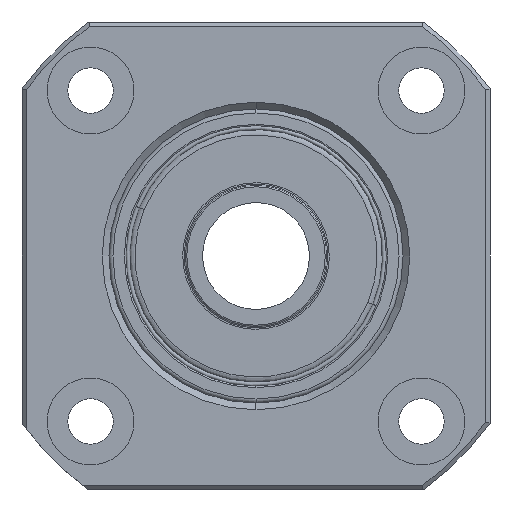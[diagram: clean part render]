
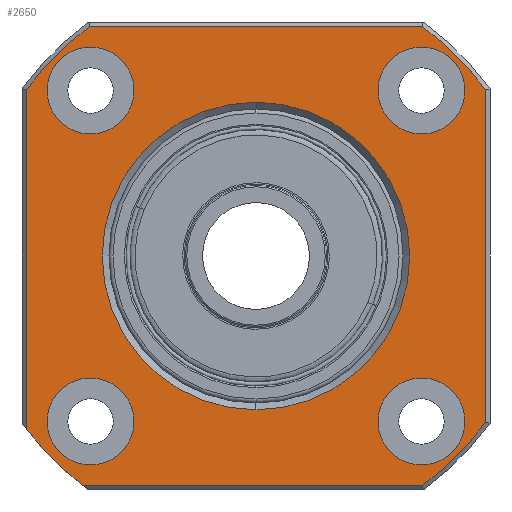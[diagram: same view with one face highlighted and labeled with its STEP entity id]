
A CAD part, left-side view. The second image highlights one B-rep face of the part: STEP entity #2650.
In plain terms, the highlighted planar face has unit normal (-1, 0, 0).
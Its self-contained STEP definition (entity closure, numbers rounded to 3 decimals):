
#454=PLANE('',#4654);
#576=VECTOR('',#3015,1.);
#577=VECTOR('',#3018,1.);
#578=VECTOR('',#3021,1.);
#579=VECTOR('',#3024,1.);
#658=LINE('',#3955,#576);
#659=LINE('',#3959,#577);
#660=LINE('',#3963,#578);
#661=LINE('',#3967,#579);
#708=VERTEX_POINT('',#3787);
#709=VERTEX_POINT('',#3789);
#716=VERTEX_POINT('',#3805);
#717=VERTEX_POINT('',#3807);
#724=VERTEX_POINT('',#3823);
#725=VERTEX_POINT('',#3825);
#732=VERTEX_POINT('',#3841);
#733=VERTEX_POINT('',#3843);
#740=VERTEX_POINT('',#3859);
#741=VERTEX_POINT('',#3861);
#762=VERTEX_POINT('',#3916);
#763=VERTEX_POINT('',#3918);
#774=VERTEX_POINT('',#3956);
#775=VERTEX_POINT('',#3958);
#776=VERTEX_POINT('',#3960);
#777=VERTEX_POINT('',#3962);
#778=VERTEX_POINT('',#3964);
#779=VERTEX_POINT('',#3966);
#915=CIRCLE('',#4601,11.5);
#919=CIRCLE('',#4607,3.25);
#923=CIRCLE('',#4613,3.25);
#927=CIRCLE('',#4619,3.25);
#931=CIRCLE('',#4625,3.25);
#941=CIRCLE('',#4642,21.5);
#952=CIRCLE('',#4655,11.5);
#953=CIRCLE('',#4656,3.25);
#954=CIRCLE('',#4657,3.25);
#955=CIRCLE('',#4658,3.25);
#956=CIRCLE('',#4659,3.25);
#957=CIRCLE('',#4660,21.2);
#958=CIRCLE('',#4661,21.2);
#959=CIRCLE('',#4662,21.2);
#1173=EDGE_CURVE('',#709,#708,#915,.T.);
#1181=EDGE_CURVE('',#716,#717,#919,.T.);
#1189=EDGE_CURVE('',#724,#725,#923,.T.);
#1197=EDGE_CURVE('',#732,#733,#927,.T.);
#1205=EDGE_CURVE('',#740,#741,#931,.T.);
#1230=EDGE_CURVE('',#763,#762,#941,.T.);
#1247=EDGE_CURVE('',#708,#709,#952,.T.);
#1248=EDGE_CURVE('',#717,#716,#953,.T.);
#1249=EDGE_CURVE('',#725,#724,#954,.T.);
#1250=EDGE_CURVE('',#733,#732,#955,.T.);
#1251=EDGE_CURVE('',#741,#740,#956,.T.);
#1252=EDGE_CURVE('',#762,#774,#658,.T.);
#1253=EDGE_CURVE('',#774,#775,#957,.T.);
#1254=EDGE_CURVE('',#775,#776,#659,.T.);
#1255=EDGE_CURVE('',#776,#777,#958,.T.);
#1256=EDGE_CURVE('',#777,#778,#660,.T.);
#1257=EDGE_CURVE('',#778,#779,#959,.T.);
#1258=EDGE_CURVE('',#779,#763,#661,.T.);
#1608=ORIENTED_EDGE('',*,*,#1173,.T.);
#1609=ORIENTED_EDGE('',*,*,#1247,.T.);
#1610=ORIENTED_EDGE('',*,*,#1248,.F.);
#1611=ORIENTED_EDGE('',*,*,#1181,.F.);
#1612=ORIENTED_EDGE('',*,*,#1249,.F.);
#1613=ORIENTED_EDGE('',*,*,#1189,.F.);
#1614=ORIENTED_EDGE('',*,*,#1250,.F.);
#1615=ORIENTED_EDGE('',*,*,#1197,.F.);
#1616=ORIENTED_EDGE('',*,*,#1251,.F.);
#1617=ORIENTED_EDGE('',*,*,#1205,.F.);
#1618=ORIENTED_EDGE('',*,*,#1230,.T.);
#1619=ORIENTED_EDGE('',*,*,#1252,.T.);
#1620=ORIENTED_EDGE('',*,*,#1253,.T.);
#1621=ORIENTED_EDGE('',*,*,#1254,.T.);
#1622=ORIENTED_EDGE('',*,*,#1255,.T.);
#1623=ORIENTED_EDGE('',*,*,#1256,.T.);
#1624=ORIENTED_EDGE('',*,*,#1257,.T.);
#1625=ORIENTED_EDGE('',*,*,#1258,.T.);
#2249=EDGE_LOOP('',(#1608,#1609));
#2250=EDGE_LOOP('',(#1610,#1611));
#2251=EDGE_LOOP('',(#1612,#1613));
#2252=EDGE_LOOP('',(#1614,#1615));
#2253=EDGE_LOOP('',(#1616,#1617));
#2254=EDGE_LOOP('',(#1618,#1619,#1620,#1621,#1622,#1623,#1624,#1625));
#2452=FACE_BOUND('',#2249,.T.);
#2453=FACE_BOUND('',#2250,.T.);
#2454=FACE_BOUND('',#2251,.T.);
#2455=FACE_BOUND('',#2252,.T.);
#2456=FACE_BOUND('',#2253,.T.);
#2457=FACE_BOUND('',#2254,.T.);
#2650=ADVANCED_FACE('',(#2452,#2453,#2454,#2455,#2456,#2457),#454,.F.);
#2864=DIRECTION('',(1.,0.,0.));
#2865=DIRECTION('',(0.,0.,-11.5));
#2880=DIRECTION('',(-1.,0.,0.));
#2881=DIRECTION('',(0.,0.,3.25));
#2896=DIRECTION('',(-1.,0.,0.));
#2897=DIRECTION('',(0.,0.,3.25));
#2912=DIRECTION('',(-1.,0.,0.));
#2913=DIRECTION('',(0.,0.,3.25));
#2928=DIRECTION('',(-1.,0.,0.));
#2929=DIRECTION('',(0.,0.,3.25));
#2976=DIRECTION('',(-1.,0.,0.));
#2977=DIRECTION('',(0.,0.,21.5));
#3004=DIRECTION('',(1.,0.,0.));
#3005=DIRECTION('',(1.,0.,0.));
#3006=DIRECTION('',(0.,0.,-11.5));
#3007=DIRECTION('',(-1.,0.,0.));
#3008=DIRECTION('',(0.,0.,3.25));
#3009=DIRECTION('',(-1.,0.,0.));
#3010=DIRECTION('',(0.,0.,3.25));
#3011=DIRECTION('',(-1.,0.,0.));
#3012=DIRECTION('',(0.,0.,3.25));
#3013=DIRECTION('',(-1.,0.,0.));
#3014=DIRECTION('',(0.,0.,3.25));
#3015=DIRECTION('',(0.,-1.,0.));
#3016=DIRECTION('',(-1.,0.,0.));
#3017=DIRECTION('',(0.,0.,-21.2));
#3018=DIRECTION('',(0.,0.,1.));
#3019=DIRECTION('',(-1.,0.,0.));
#3020=DIRECTION('',(0.,0.,-21.2));
#3021=DIRECTION('',(0.,1.,0.));
#3022=DIRECTION('',(-1.,0.,0.));
#3023=DIRECTION('',(0.,0.,-21.2));
#3024=DIRECTION('',(0.,0.,-1.));
#3787=CARTESIAN_POINT('',(0.,0.,-11.5));
#3788=CARTESIAN_POINT('',(0.,0.,0.));
#3789=CARTESIAN_POINT('',(0.,0.,11.5));
#3805=CARTESIAN_POINT('',(0.,12.374,-15.624));
#3806=CARTESIAN_POINT('',(0.,12.374,-12.374));
#3807=CARTESIAN_POINT('',(0.,12.374,-9.124));
#3823=CARTESIAN_POINT('',(0.,12.374,9.124));
#3824=CARTESIAN_POINT('',(0.,12.374,12.374));
#3825=CARTESIAN_POINT('',(0.,12.374,15.624));
#3841=CARTESIAN_POINT('',(0.,-12.374,9.124));
#3842=CARTESIAN_POINT('',(0.,-12.374,12.374));
#3843=CARTESIAN_POINT('',(0.,-12.374,15.624));
#3859=CARTESIAN_POINT('',(0.,-12.374,-15.624));
#3860=CARTESIAN_POINT('',(0.,-12.374,-12.374));
#3861=CARTESIAN_POINT('',(0.,-12.374,-9.124));
#3916=CARTESIAN_POINT('',(0.,12.9,-17.2));
#3917=CARTESIAN_POINT('',(0.,0.,0.));
#3918=CARTESIAN_POINT('',(0.,17.2,-12.9));
#3949=CARTESIAN_POINT('',(0.,11.,0.));
#3950=CARTESIAN_POINT('',(0.,0.,0.));
#3951=CARTESIAN_POINT('',(0.,12.374,-12.374));
#3952=CARTESIAN_POINT('',(0.,12.374,12.374));
#3953=CARTESIAN_POINT('',(0.,-12.374,12.374));
#3954=CARTESIAN_POINT('',(0.,-12.374,-12.374));
#3955=CARTESIAN_POINT('',(0.,-12.49,-17.2));
#3956=CARTESIAN_POINT('',(0.,-12.394,-17.2));
#3957=CARTESIAN_POINT('',(0.,0.,0.));
#3958=CARTESIAN_POINT('',(0.,-17.2,-12.394));
#3959=CARTESIAN_POINT('',(0.,-17.2,12.49));
#3960=CARTESIAN_POINT('',(0.,-17.2,12.394));
#3961=CARTESIAN_POINT('',(0.,0.,0.));
#3962=CARTESIAN_POINT('',(0.,-12.394,17.2));
#3963=CARTESIAN_POINT('',(0.,12.49,17.2));
#3964=CARTESIAN_POINT('',(0.,12.394,17.2));
#3965=CARTESIAN_POINT('',(0.,0.,0.));
#3966=CARTESIAN_POINT('',(0.,17.2,12.394));
#3967=CARTESIAN_POINT('',(0.,17.2,-12.49));
#4601=AXIS2_PLACEMENT_3D('',#3788,#2864,#2865);
#4607=AXIS2_PLACEMENT_3D('',#3806,#2880,#2881);
#4613=AXIS2_PLACEMENT_3D('',#3824,#2896,#2897);
#4619=AXIS2_PLACEMENT_3D('',#3842,#2912,#2913);
#4625=AXIS2_PLACEMENT_3D('',#3860,#2928,#2929);
#4642=AXIS2_PLACEMENT_3D('',#3917,#2976,#2977);
#4654=AXIS2_PLACEMENT_3D('',#3949,#3004,$);
#4655=AXIS2_PLACEMENT_3D('',#3950,#3005,#3006);
#4656=AXIS2_PLACEMENT_3D('',#3951,#3007,#3008);
#4657=AXIS2_PLACEMENT_3D('',#3952,#3009,#3010);
#4658=AXIS2_PLACEMENT_3D('',#3953,#3011,#3012);
#4659=AXIS2_PLACEMENT_3D('',#3954,#3013,#3014);
#4660=AXIS2_PLACEMENT_3D('',#3957,#3016,#3017);
#4661=AXIS2_PLACEMENT_3D('',#3961,#3019,#3020);
#4662=AXIS2_PLACEMENT_3D('',#3965,#3022,#3023);
